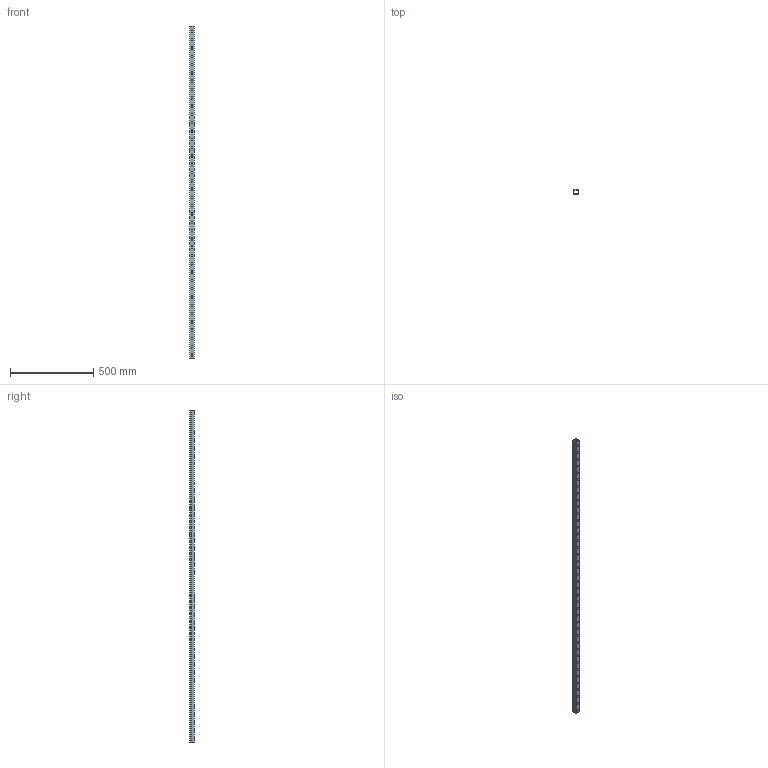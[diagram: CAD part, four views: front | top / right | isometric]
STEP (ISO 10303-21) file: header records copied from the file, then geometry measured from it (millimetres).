
FILE_DESCRIPTION(/* description */ (''),/* implementation_level */ '2;1');
FILE_NAME(/* name */ '65-030-0.stp',/* time_stamp */ '2022-10-04T10:03:51-04:00',/* author */ ('jmurphy'),/* organization */ (''),/* preprocessor_version */ 'ST-DEVELOPER v18.1',/* originating_system */ 'AutoCAD Mechanical',/* authorisation */ '');
FILE_SCHEMA (('AUTOMOTIVE_DESIGN { 1 0 10303 214 3 1 1 }'));
Length unit declared in the file: millimetre
Products named in the file (1): Product
Bounding box: 30.02 x 30 x 2000 mm (x, y, z)
Volume: 418986.9 mm3; surface area: 539396.5 mm2
Topology: 2 solids, 2 shells, 208 faces, 612 edges, 408 vertices
Faces by surface type: plane 110, cylinder 98
Entity records: 7154 total; most frequent: CARTESIAN_POINT 1229, DIRECTION 1226, ORIENTED_EDGE 1224, EDGE_CURVE 612, LINE 416, VECTOR 416, VERTEX_POINT 408, AXIS2_PLACEMENT_3D 405
